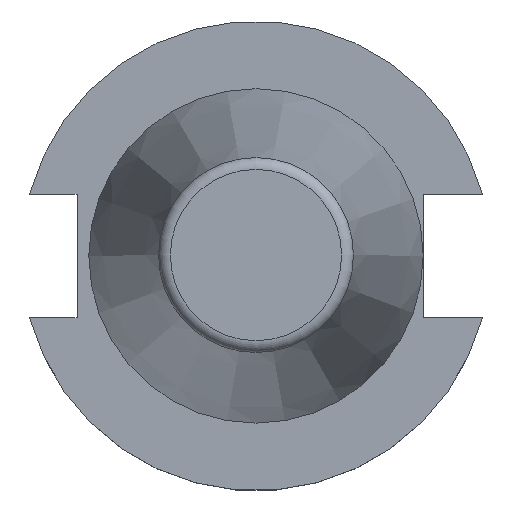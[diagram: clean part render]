
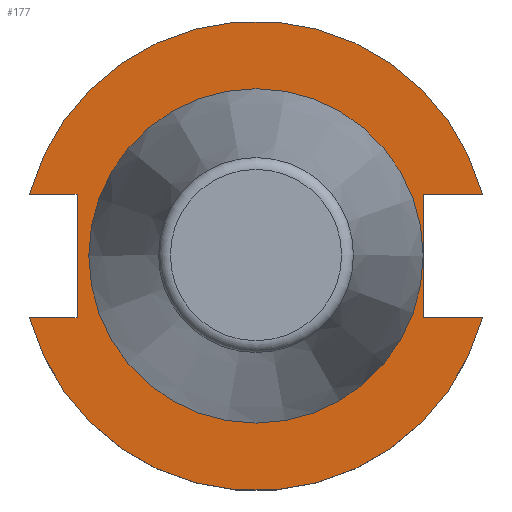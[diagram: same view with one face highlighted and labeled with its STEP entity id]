
A CAD part, top view. The second image highlights one B-rep face of the part: STEP entity #177.
In plain terms, the highlighted planar face has unit normal (0, 0, 1).
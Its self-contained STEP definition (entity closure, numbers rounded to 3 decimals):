
#74=LINE('',#1063,#110);
#83=LINE('',#1093,#119);
#84=LINE('',#1094,#120);
#85=LINE('',#1096,#121);
#86=LINE('',#1098,#122);
#87=LINE('',#1099,#123);
#110=VECTOR('',#851,1.);
#119=VECTOR('',#878,1.);
#120=VECTOR('',#879,1.);
#121=VECTOR('',#880,1.);
#122=VECTOR('',#881,1.);
#123=VECTOR('',#882,1.);
#151=PLANE('',#749);
#177=ADVANCED_FACE('CU_FL_SU_5',(#237,#238),#151,.F.);
#237=FACE_BOUND('',#287,.T.);
#238=FACE_BOUND('',#288,.T.);
#287=EDGE_LOOP('',(#374,#375,#376,#377,#378,#379,#380,#381));
#288=EDGE_LOOP('',(#382));
#374=ORIENTED_EDGE('',*,*,#585,.F.);
#375=ORIENTED_EDGE('',*,*,#599,.T.);
#376=ORIENTED_EDGE('',*,*,#589,.F.);
#377=ORIENTED_EDGE('',*,*,#600,.F.);
#378=ORIENTED_EDGE('',*,*,#601,.T.);
#379=ORIENTED_EDGE('',*,*,#602,.T.);
#380=ORIENTED_EDGE('',*,*,#593,.F.);
#381=ORIENTED_EDGE('',*,*,#603,.F.);
#382=ORIENTED_EDGE('',*,*,#604,.T.);
#522=VERTEX_POINT('',#1064);
#523=VERTEX_POINT('',#1065);
#525=VERTEX_POINT('',#1071);
#526=VERTEX_POINT('',#1073);
#528=VERTEX_POINT('',#1079);
#530=VERTEX_POINT('',#1082);
#534=VERTEX_POINT('',#1095);
#535=VERTEX_POINT('',#1097);
#536=VERTEX_POINT('',#1101);
#585=EDGE_CURVE('',#522,#523,#74,.T.);
#589=EDGE_CURVE('',#525,#526,#662,.T.);
#593=EDGE_CURVE('',#528,#530,#664,.T.);
#599=EDGE_CURVE('',#522,#526,#83,.T.);
#600=EDGE_CURVE('',#534,#525,#84,.T.);
#601=EDGE_CURVE('',#534,#535,#85,.T.);
#602=EDGE_CURVE('',#535,#530,#86,.T.);
#603=EDGE_CURVE('',#523,#528,#87,.T.);
#604=EDGE_CURVE('',#536,#536,#667,.T.);
#662=CIRCLE('',#740,49.2);
#664=CIRCLE('',#743,49.2);
#667=CIRCLE('',#748,34.7);
#740=AXIS2_PLACEMENT_3D('',#1072,#857,#858);
#743=AXIS2_PLACEMENT_3D('',#1081,#865,#866);
#748=AXIS2_PLACEMENT_3D('',#1100,#883,#884);
#749=AXIS2_PLACEMENT_3D('',#1102,#885,#886);
#851=DIRECTION('',(0.,1.,0.));
#857=DIRECTION('',(0.,0.,-1.));
#858=DIRECTION('',(-1.,0.,0.));
#865=DIRECTION('',(0.,0.,-1.));
#866=DIRECTION('',(-1.,0.,0.));
#878=DIRECTION('',(-1.,0.,0.));
#879=DIRECTION('',(1.,0.,0.));
#880=DIRECTION('',(0.,1.,0.));
#881=DIRECTION('',(1.,0.,0.));
#882=DIRECTION('',(-1.,0.,0.));
#883=DIRECTION('',(0.,0.,-1.));
#884=DIRECTION('',(-1.,0.,0.));
#885=DIRECTION('',(0.,0.,-1.));
#886=DIRECTION('',(-1.,0.,0.));
#1063=CARTESIAN_POINT('',(-37.5,34.7,-3.18));
#1064=CARTESIAN_POINT('',(-37.5,-12.903,-3.18));
#1065=CARTESIAN_POINT('',(-37.5,12.903,-3.18));
#1071=CARTESIAN_POINT('',(47.478,-12.903,-3.18));
#1072=CARTESIAN_POINT('',(0.,0.,-3.18));
#1073=CARTESIAN_POINT('',(-47.478,-12.903,-3.18));
#1079=CARTESIAN_POINT('',(-47.478,12.903,-3.18));
#1081=CARTESIAN_POINT('',(0.,0.,-3.18));
#1082=CARTESIAN_POINT('',(47.478,12.903,-3.18));
#1093=CARTESIAN_POINT('',(-59.2,-12.903,-3.18));
#1094=CARTESIAN_POINT('',(0.,-12.903,-3.18));
#1095=CARTESIAN_POINT('',(35.1,-12.903,-3.18));
#1096=CARTESIAN_POINT('',(35.1,34.7,-3.18));
#1097=CARTESIAN_POINT('',(35.1,12.903,-3.18));
#1098=CARTESIAN_POINT('',(59.2,12.903,-3.18));
#1099=CARTESIAN_POINT('',(0.,12.903,-3.18));
#1100=CARTESIAN_POINT('',(0.,0.,-3.18));
#1101=CARTESIAN_POINT('',(-34.7,0.,-3.18));
#1102=CARTESIAN_POINT('',(0.,34.7,-3.18));
